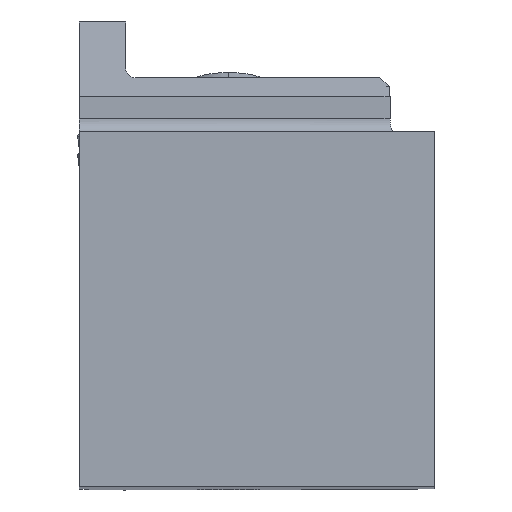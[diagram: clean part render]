
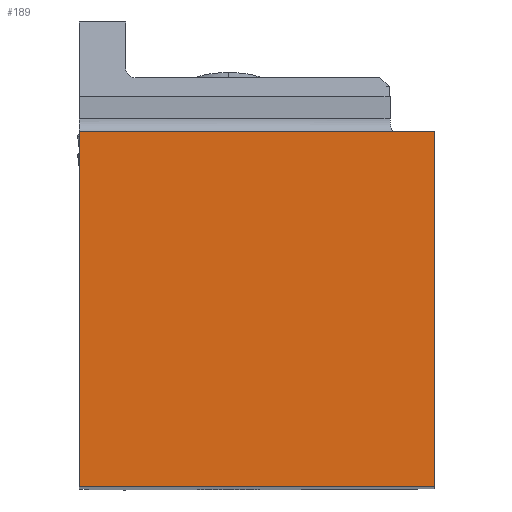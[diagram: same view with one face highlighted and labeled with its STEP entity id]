
A CAD part, top view. The second image highlights one B-rep face of the part: STEP entity #189.
In plain terms, the highlighted planar face has unit normal (0, 0, 1).
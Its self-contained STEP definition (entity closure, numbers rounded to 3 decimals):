
#189=ADVANCED_FACE('',(#378),#301,.T.);
#301=PLANE('',#2868);
#378=FACE_OUTER_BOUND('',#509,.T.);
#509=EDGE_LOOP('',(#823,#824,#825,#826));
#823=ORIENTED_EDGE('',*,*,#1752,.T.);
#824=ORIENTED_EDGE('',*,*,#1751,.F.);
#825=ORIENTED_EDGE('',*,*,#1753,.F.);
#826=ORIENTED_EDGE('',*,*,#1754,.F.);
#1453=VERTEX_POINT('',#4651);
#1456=VERTEX_POINT('',#4656);
#1457=VERTEX_POINT('',#4660);
#1458=VERTEX_POINT('',#4662);
#1751=EDGE_CURVE('',#1456,#1453,#2372,.T.);
#1752=EDGE_CURVE('',#1457,#1453,#2373,.T.);
#1753=EDGE_CURVE('',#1458,#1456,#2374,.T.);
#1754=EDGE_CURVE('',#1457,#1458,#2375,.T.);
#2372=LINE('',#4657,#2581);
#2373=LINE('',#4659,#2582);
#2374=LINE('',#4661,#2583);
#2375=LINE('',#4663,#2584);
#2581=VECTOR('',#3243,1.);
#2582=VECTOR('',#3246,1.);
#2583=VECTOR('',#3247,1.);
#2584=VECTOR('',#3248,1.);
#2868=AXIS2_PLACEMENT_3D('',#4664,#3249,#3250);
#3243=DIRECTION('',(0.,-1.,0.));
#3246=DIRECTION('',(1.,0.,0.));
#3247=DIRECTION('',(1.,0.,0.));
#3248=DIRECTION('',(0.,1.,0.));
#3249=DIRECTION('',(0.,0.,1.));
#3250=DIRECTION('',(-1.,0.,0.));
#4651=CARTESIAN_POINT('',(0.,0.,0.));
#4656=CARTESIAN_POINT('',(0.,19.05,0.));
#4657=CARTESIAN_POINT('',(0.,19.05,0.));
#4659=CARTESIAN_POINT('',(-19.05,0.,0.));
#4660=CARTESIAN_POINT('',(-19.05,0.,0.));
#4661=CARTESIAN_POINT('',(-19.05,19.05,0.));
#4662=CARTESIAN_POINT('',(-19.05,19.05,0.));
#4663=CARTESIAN_POINT('',(-19.05,0.,0.));
#4664=CARTESIAN_POINT('',(-9.525,9.525,0.));
